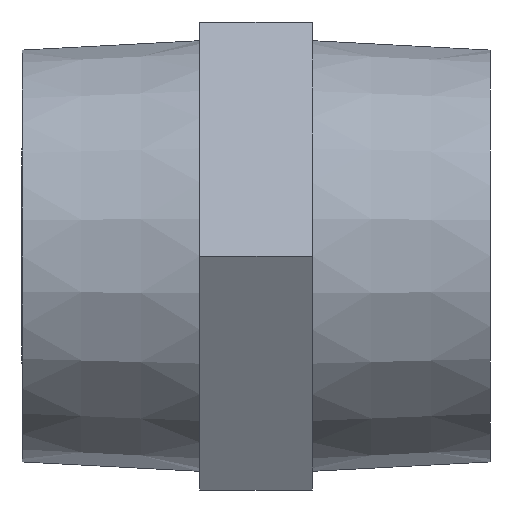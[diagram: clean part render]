
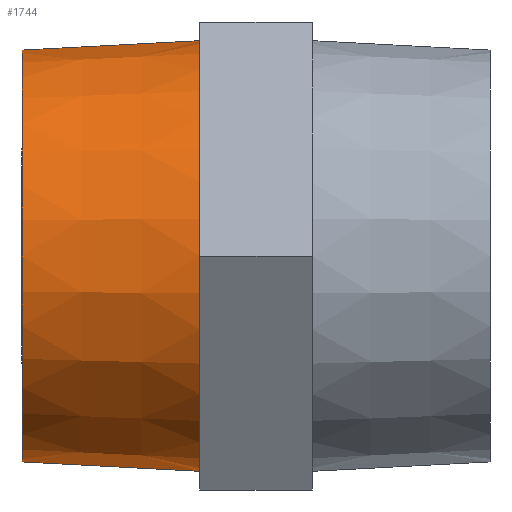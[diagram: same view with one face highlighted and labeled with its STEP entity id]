
A CAD part, left-side view. The second image highlights one B-rep face of the part: STEP entity #1744.
In plain terms, the highlighted conical face has half-angle 3.013 degrees and reference radius 11.5 mm.
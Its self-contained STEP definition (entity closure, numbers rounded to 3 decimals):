
#33 = VERTEX_POINT ( 'NONE', #1594 ) ;
#50 = VERTEX_POINT ( 'NONE', #1109 ) ;
#54 = EDGE_CURVE ( 'NONE', #2334, #1849, #3031, .T. ) ;
#57 = AXIS2_PLACEMENT_3D ( 'NONE', #3043, #2533, #1316 ) ;
#467 = EDGE_LOOP ( 'NONE', ( #2899, #895, #1502, #2029 ) ) ;
#572 = DIRECTION ( 'NONE',  ( 0., -0.999, -0.053 ) ) ;
#602 = DIRECTION ( 'NONE',  ( 0., -0.999, 0.053 ) ) ;
#650 = VECTOR ( 'NONE', #572, 1000. ) ;
#655 = DIRECTION ( 'NONE',  ( 0., -1., 0. ) ) ;
#734 = FACE_OUTER_BOUND ( 'NONE', #467, .T. ) ;
#772 = EDGE_CURVE ( 'NONE', #33, #2334, #1680, .T. ) ;
#844 = CARTESIAN_POINT ( 'NONE',  ( 0., 3., 11.5 ) ) ;
#895 = ORIENTED_EDGE ( 'NONE', *, *, #772, .T. ) ;
#918 = CARTESIAN_POINT ( 'NONE',  ( 0., 12.5, -11. ) ) ;
#1086 = LINE ( 'NONE', #844, #1342 ) ;
#1109 = CARTESIAN_POINT ( 'NONE',  ( 0., 3., 11.5 ) ) ;
#1150 = EDGE_CURVE ( 'NONE', #33, #50, #1086, .T. ) ;
#1184 = AXIS2_PLACEMENT_3D ( 'NONE', #1557, #1302, #1714 ) ;
#1194 = CARTESIAN_POINT ( 'NONE',  ( 0., 12.5, 0. ) ) ;
#1287 = CARTESIAN_POINT ( 'NONE',  ( 0., 3., -11.5 ) ) ;
#1302 = DIRECTION ( 'NONE',  ( 0., -1., 0. ) ) ;
#1316 = DIRECTION ( 'NONE',  ( 0., 0., -1. ) ) ;
#1342 = VECTOR ( 'NONE', #602, 1000. ) ;
#1502 = ORIENTED_EDGE ( 'NONE', *, *, #54, .T. ) ;
#1557 = CARTESIAN_POINT ( 'NONE',  ( 0., 3., 0. ) ) ;
#1594 = CARTESIAN_POINT ( 'NONE',  ( 0., 12.5, 11. ) ) ;
#1680 = CIRCLE ( 'NONE', #2920, 11. ) ;
#1695 = CONICAL_SURFACE ( 'NONE', #1184, 11.5, 0.053 ) ;
#1714 = DIRECTION ( 'NONE',  ( 0., 0., -1. ) ) ;
#1744 = ADVANCED_FACE ( 'NONE', ( #734 ), #1695, .T. ) ;
#1807 = EDGE_CURVE ( 'NONE', #50, #1849, #3081, .T. ) ;
#1849 = VERTEX_POINT ( 'NONE', #1287 ) ;
#2029 = ORIENTED_EDGE ( 'NONE', *, *, #1807, .F. ) ;
#2334 = VERTEX_POINT ( 'NONE', #918 ) ;
#2533 = DIRECTION ( 'NONE',  ( 0., -1., 0. ) ) ;
#2821 = CARTESIAN_POINT ( 'NONE',  ( 0., 3., -11.5 ) ) ;
#2899 = ORIENTED_EDGE ( 'NONE', *, *, #1150, .F. ) ;
#2920 = AXIS2_PLACEMENT_3D ( 'NONE', #1194, #655, #2936 ) ;
#2936 = DIRECTION ( 'NONE',  ( 0., 0., -1. ) ) ;
#3031 = LINE ( 'NONE', #2821, #650 ) ;
#3043 = CARTESIAN_POINT ( 'NONE',  ( 0., 3., 0. ) ) ;
#3081 = CIRCLE ( 'NONE', #57, 11.5 ) ;
